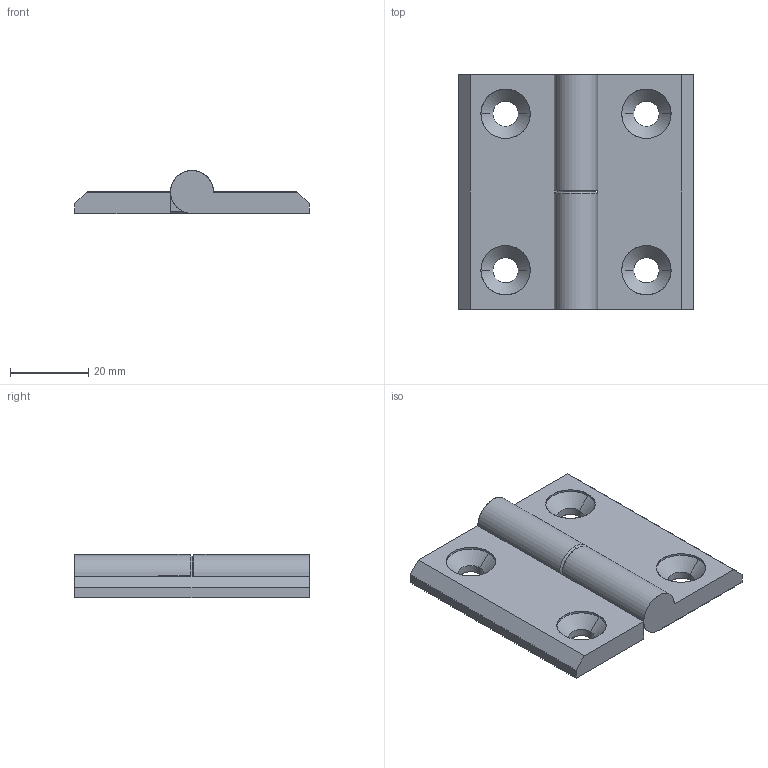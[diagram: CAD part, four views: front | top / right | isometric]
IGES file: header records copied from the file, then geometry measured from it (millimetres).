
Start section: SolidWorks IGES file using analytic representation for surfaces
Global section: file name: ALF-L3040-SL.igs; native system: SolidWorks 2022; preprocessor: SolidWorks 2022; author: kb; date: 240814.153426; units: millimetre
Bounding box: 60 x 60 x 11 mm (x, y, z)
Surface area: 9577.5 mm2 (no closed solid volume)
Topology: 0 solids, 0 shells, 48 faces, 574 edges, 574 vertices
Faces by surface type: revolution 30, bspline 18
